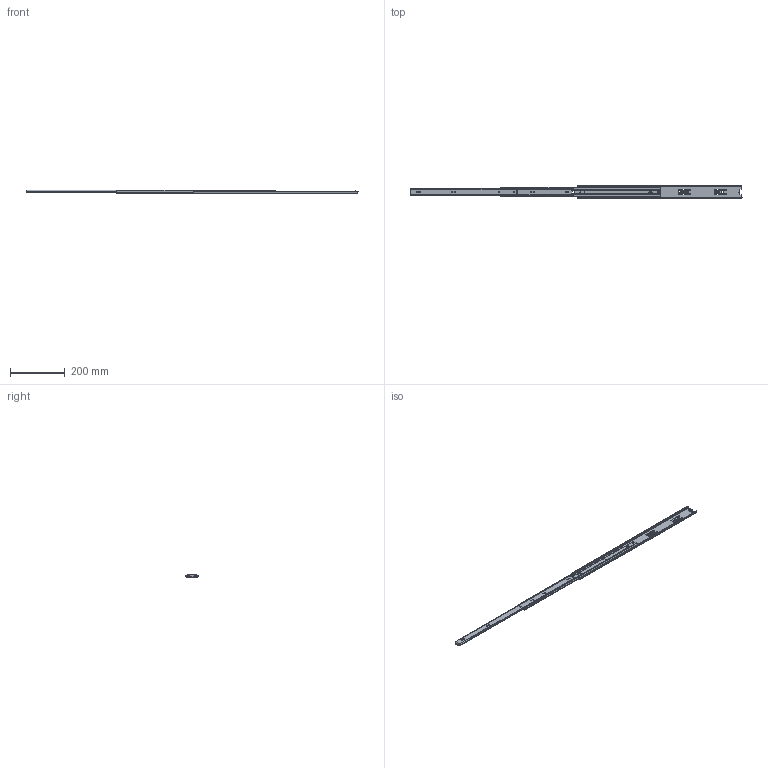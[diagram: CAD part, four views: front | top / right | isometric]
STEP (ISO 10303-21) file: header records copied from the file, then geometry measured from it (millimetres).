
FILE_DESCRIPTION (( 'STEP AP203' ), '1' );
FILE_NAME ('46006200-24.STEP', '2016-05-09T01:04:58', ( '' ), ( '' ), 'SwSTEP 2.0', 'SolidWorks 2016', '' );
FILE_SCHEMA (( 'CONFIG_CONTROL_DESIGN' ));
Length unit declared in the file: millimetre
Products named in the file (4): 46006201-24; 46006202-24; 46006203-24; 46006200-24
Assembly tree (3 placements, depth 2):
  46006200-24
    46006201-24
    46006202-24
    46006203-24
Bounding box: 1210 x 45.4 x 12.7 mm (x, y, z)
Volume: 104949.3 mm3; surface area: 173266 mm2
Topology: 3 solids, 3 shells, 436 faces, 1264 edges, 831 vertices
Faces by surface type: cylinder 208, plane 200, bspline 26, sphere 2
Entity records: 16567 total; most frequent: CARTESIAN_POINT 4422, ORIENTED_EDGE 2522, DIRECTION 2398, EDGE_CURVE 1261, VERTEX_POINT 831, AXIS2_PLACEMENT_3D 822, LINE 754, VECTOR 754
